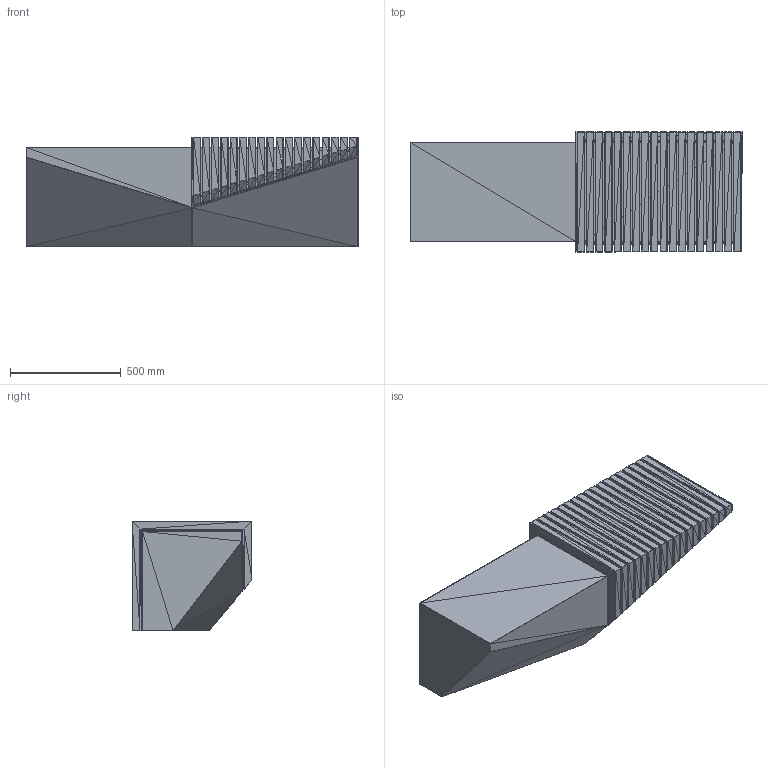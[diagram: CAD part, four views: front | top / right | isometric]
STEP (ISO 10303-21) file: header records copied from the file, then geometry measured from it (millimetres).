
FILE_DESCRIPTION(/* description */ (''),/* implementation_level */ '2;1');
FILE_NAME(/* name */ 'CLV03-B_UAP_CLEAVE_TimberC_3D',/* time_stamp */ '2018-01-23T14:06:22-05:00',/* author */ (''),/* organization */ (''),/* preprocessor_version */ 'ST-DEVELOPER v15',/* originating_system */ '',/* authorisation */ '');
FILE_SCHEMA (('AUTOMOTIVE_DESIGN'));
Products named in the file (1): Document
Bounding box: 1500.3 x 542 x 496 mm (x, y, z)
Volume: 277133786.4 mm3; surface area: 6083375.8 mm2
Topology: 20 solids, 20 shells, 7824 faces, 11737 edges, 3950 vertices
Faces by surface type: bspline 6766, plane 1058
Entity records: 140095 total; most frequent: CARTESIAN_POINT 55546, ORIENTED_EDGE 23472, EDGE_CURVE 11736, B_SPLINE_CURVE_WITH_KNOTS 11736, ADVANCED_FACE 7824, FACE_OUTER_BOUND 7824, EDGE_LOOP 7824, B_SPLINE_SURFACE_WITH_KNOTS 6766
